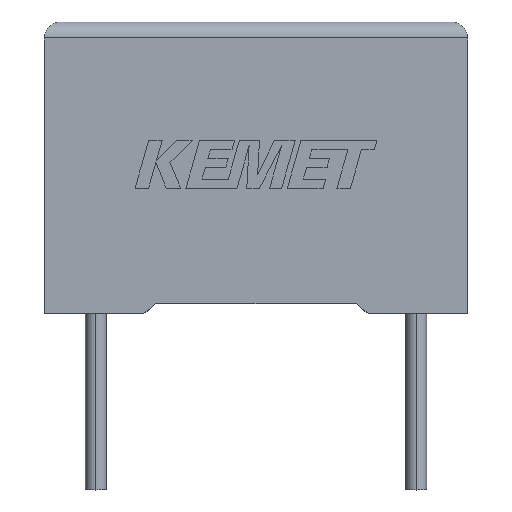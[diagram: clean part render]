
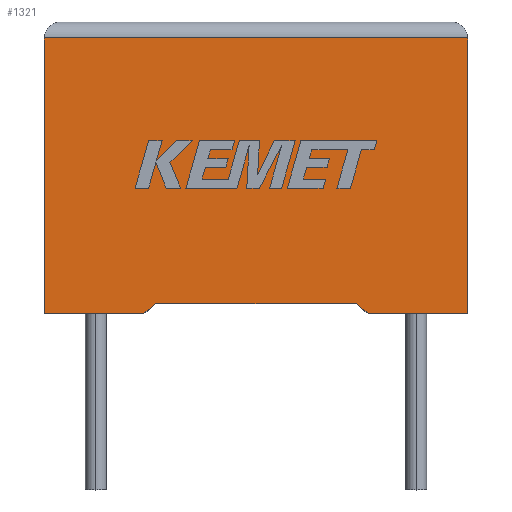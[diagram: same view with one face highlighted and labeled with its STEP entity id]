
A CAD part, top view. The second image highlights one B-rep face of the part: STEP entity #1321.
In plain terms, the highlighted planar face has unit normal (0, 0, 1).
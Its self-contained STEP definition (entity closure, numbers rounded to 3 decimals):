
#14 = EDGE_CURVE ( 'NONE', #142, #2976, #1124, .T. ) ;
#119 = AXIS2_PLACEMENT_3D ( 'NONE', #400, #1549, #2756 ) ;
#124 = CARTESIAN_POINT ( 'NONE',  ( 0., 8.6, 4.2 ) ) ;
#140 = ORIENTED_EDGE ( 'NONE', *, *, #2564, .F. ) ;
#142 = VERTEX_POINT ( 'NONE', #1965 ) ;
#162 = CARTESIAN_POINT ( 'NONE',  ( 10.1, 0., 4.2 ) ) ;
#277 = CARTESIAN_POINT ( 'NONE',  ( 13.2, 0., 4.2 ) ) ;
#327 = EDGE_CURVE ( 'NONE', #356, #653, #1885, .T. ) ;
#356 = VERTEX_POINT ( 'NONE', #473 ) ;
#367 = EDGE_CURVE ( 'NONE', #142, #2794, #971, .T. ) ;
#381 = EDGE_LOOP ( 'NONE', ( #2709, #2409, #1007, #2279, #140, #2702, #2459, #2142 ) ) ;
#400 = CARTESIAN_POINT ( 'NONE',  ( 0., 0., 4.2 ) ) ;
#473 = CARTESIAN_POINT ( 'NONE',  ( 0., 8.6, 4.2 ) ) ;
#515 = CARTESIAN_POINT ( 'NONE',  ( 3.1, 0., 4.2 ) ) ;
#517 = CARTESIAN_POINT ( 'NONE',  ( 13.2, 0., 4.2 ) ) ;
#583 = CARTESIAN_POINT ( 'NONE',  ( 13.2, 8.6, 4.2 ) ) ;
#606 = VERTEX_POINT ( 'NONE', #583 ) ;
#615 = DIRECTION ( 'NONE',  ( -1., 0., 0. ) ) ;
#633 = PLANE ( 'NONE',  #119 ) ;
#645 = DIRECTION ( 'NONE',  ( 1., 0., 0. ) ) ;
#653 = VERTEX_POINT ( 'NONE', #966 ) ;
#660 = CARTESIAN_POINT ( 'NONE',  ( 0., 0., 4.2 ) ) ;
#669 = DIRECTION ( 'NONE',  ( 1., 0., 0. ) ) ;
#675 = DIRECTION ( 'NONE',  ( 0.76, -0.65, 0. ) ) ;
#760 = DIRECTION ( 'NONE',  ( 0., 1., 0. ) ) ;
#788 = VECTOR ( 'NONE', #1290, 1000. ) ;
#870 = VERTEX_POINT ( 'NONE', #2456 ) ;
#894 = FACE_OUTER_BOUND ( 'NONE', #381, .T. ) ;
#944 = CARTESIAN_POINT ( 'NONE',  ( 0., 0., 4.2 ) ) ;
#966 = CARTESIAN_POINT ( 'NONE',  ( 0., 0., 4.2 ) ) ;
#971 = LINE ( 'NONE', #2159, #2978 ) ;
#997 = DIRECTION ( 'NONE',  ( 0., -1., 0. ) ) ;
#1007 = ORIENTED_EDGE ( 'NONE', *, *, #327, .T. ) ;
#1010 = EDGE_CURVE ( 'NONE', #1025, #606, #2627, .T. ) ;
#1025 = VERTEX_POINT ( 'NONE', #277 ) ;
#1124 = LINE ( 'NONE', #162, #1125 ) ;
#1125 = VECTOR ( 'NONE', #675, 1000. ) ;
#1215 = CARTESIAN_POINT ( 'NONE',  ( 3.467, 0.314, 4.2 ) ) ;
#1290 = DIRECTION ( 'NONE',  ( -0.76, -0.65, 0. ) ) ;
#1321 = ADVANCED_FACE ( 'NONE', ( #894 ), #633, .F. ) ;
#1369 = VECTOR ( 'NONE', #760, 1000. ) ;
#1395 = EDGE_CURVE ( 'NONE', #653, #870, #2983, .T. ) ;
#1418 = VECTOR ( 'NONE', #669, 1000. ) ;
#1547 = VECTOR ( 'NONE', #997, 1000. ) ;
#1549 = DIRECTION ( 'NONE',  ( 0., 0., -1. ) ) ;
#1737 = EDGE_CURVE ( 'NONE', #606, #356, #1993, .T. ) ;
#1781 = EDGE_CURVE ( 'NONE', #2976, #1025, #1848, .T. ) ;
#1837 = VECTOR ( 'NONE', #645, 1000. ) ;
#1848 = LINE ( 'NONE', #944, #1418 ) ;
#1858 = CARTESIAN_POINT ( 'NONE',  ( 10.1, 0., 4.2 ) ) ;
#1885 = LINE ( 'NONE', #2875, #1547 ) ;
#1941 = VECTOR ( 'NONE', #615, 1000. ) ;
#1965 = CARTESIAN_POINT ( 'NONE',  ( 9.733, 0.314, 4.2 ) ) ;
#1993 = LINE ( 'NONE', #124, #1941 ) ;
#2095 = DIRECTION ( 'NONE',  ( -1., 0., 0. ) ) ;
#2129 = LINE ( 'NONE', #515, #788 ) ;
#2142 = ORIENTED_EDGE ( 'NONE', *, *, #1781, .T. ) ;
#2159 = CARTESIAN_POINT ( 'NONE',  ( 6.6, 0.314, 4.2 ) ) ;
#2279 = ORIENTED_EDGE ( 'NONE', *, *, #1395, .T. ) ;
#2409 = ORIENTED_EDGE ( 'NONE', *, *, #1737, .T. ) ;
#2456 = CARTESIAN_POINT ( 'NONE',  ( 3.1, 0., 4.2 ) ) ;
#2459 = ORIENTED_EDGE ( 'NONE', *, *, #14, .T. ) ;
#2564 = EDGE_CURVE ( 'NONE', #2794, #870, #2129, .T. ) ;
#2627 = LINE ( 'NONE', #517, #1369 ) ;
#2702 = ORIENTED_EDGE ( 'NONE', *, *, #367, .F. ) ;
#2709 = ORIENTED_EDGE ( 'NONE', *, *, #1010, .T. ) ;
#2756 = DIRECTION ( 'NONE',  ( -1., 0., 0. ) ) ;
#2794 = VERTEX_POINT ( 'NONE', #1215 ) ;
#2875 = CARTESIAN_POINT ( 'NONE',  ( 0., 0., 4.2 ) ) ;
#2976 = VERTEX_POINT ( 'NONE', #1858 ) ;
#2978 = VECTOR ( 'NONE', #2095, 1000. ) ;
#2983 = LINE ( 'NONE', #660, #1837 ) ;
